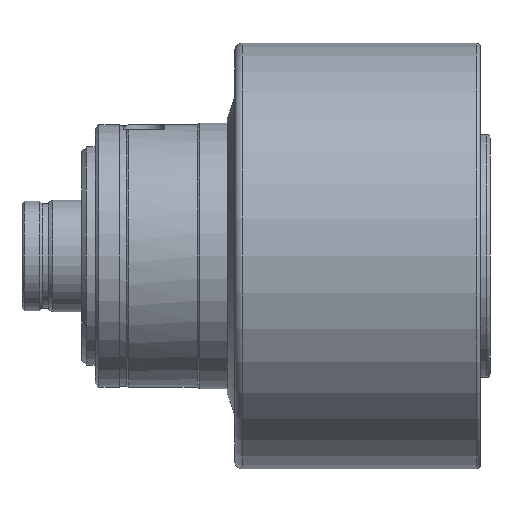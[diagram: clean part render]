
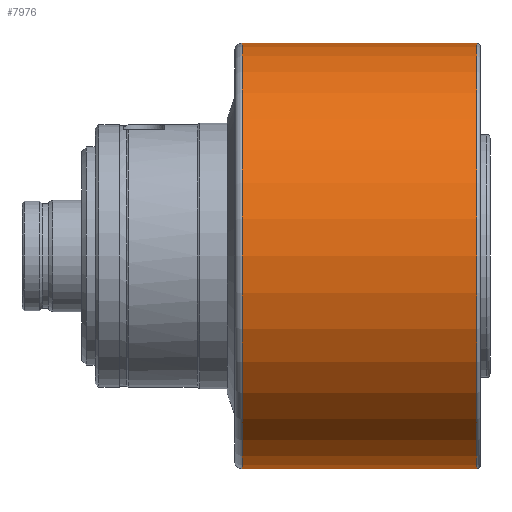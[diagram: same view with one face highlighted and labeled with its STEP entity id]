
A CAD part, left-side view. The second image highlights one B-rep face of the part: STEP entity #7976.
In plain terms, the highlighted cylindrical face has radius 87.5 mm (diameter 175 mm), a partial arc.
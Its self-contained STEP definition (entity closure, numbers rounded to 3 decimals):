
#168 = LINE ( 'NONE', #4111, #419 ) ;
#419 = VECTOR ( 'NONE', #4070, 1000. ) ;
#510 = DIRECTION ( 'NONE',  ( 0., 1., 0. ) ) ;
#761 = EDGE_CURVE ( 'NONE', #1432, #3336, #168, .T. ) ;
#901 = AXIS2_PLACEMENT_3D ( 'NONE', #7331, #2707, #8123 ) ;
#1001 = ORIENTED_EDGE ( 'NONE', *, *, #4230, .F. ) ;
#1038 = EDGE_CURVE ( 'NONE', #1235, #1432, #4998, .T. ) ;
#1235 = VERTEX_POINT ( 'NONE', #8240 ) ;
#1363 = VERTEX_POINT ( 'NONE', #7707 ) ;
#1432 = VERTEX_POINT ( 'NONE', #9287 ) ;
#1995 = CARTESIAN_POINT ( 'NONE',  ( 0., 102., 87.5 ) ) ;
#2388 = DIRECTION ( 'NONE',  ( 0., 1., 0. ) ) ;
#2528 = ORIENTED_EDGE ( 'NONE', *, *, #8769, .F. ) ;
#2552 = ORIENTED_EDGE ( 'NONE', *, *, #761, .T. ) ;
#2707 = DIRECTION ( 'NONE',  ( 0., 1., 0. ) ) ;
#3336 = VERTEX_POINT ( 'NONE', #1995 ) ;
#4070 = DIRECTION ( 'NONE',  ( 0., 1., 0. ) ) ;
#4111 = CARTESIAN_POINT ( 'NONE',  ( 0., 202.125, 87.5 ) ) ;
#4230 = EDGE_CURVE ( 'NONE', #1235, #1363, #6847, .T. ) ;
#4998 = CIRCLE ( 'NONE', #9569, 87.5 ) ;
#5054 = CIRCLE ( 'NONE', #901, 87.5 ) ;
#5119 = CARTESIAN_POINT ( 'NONE',  ( 0., 202.125, 0. ) ) ;
#6171 = AXIS2_PLACEMENT_3D ( 'NONE', #5119, #510, #9814 ) ;
#6847 = LINE ( 'NONE', #9411, #8690 ) ;
#6932 = CARTESIAN_POINT ( 'NONE',  ( 0., 5.5, 0. ) ) ;
#6958 = DIRECTION ( 'NONE',  ( 0., 1., 0. ) ) ;
#6960 = DIRECTION ( 'NONE',  ( 0., 0., 1. ) ) ;
#7300 = ORIENTED_EDGE ( 'NONE', *, *, #1038, .T. ) ;
#7331 = CARTESIAN_POINT ( 'NONE',  ( 0., 102., 0. ) ) ;
#7391 = CYLINDRICAL_SURFACE ( 'NONE', #6171, 87.5 ) ;
#7642 = FACE_OUTER_BOUND ( 'NONE', #9209, .T. ) ;
#7707 = CARTESIAN_POINT ( 'NONE',  ( 0., 102., -87.5 ) ) ;
#7976 = ADVANCED_FACE ( 'NONE', ( #7642 ), #7391, .T. ) ;
#8123 = DIRECTION ( 'NONE',  ( 0., 0., 1. ) ) ;
#8240 = CARTESIAN_POINT ( 'NONE',  ( 0., 5.5, -87.5 ) ) ;
#8690 = VECTOR ( 'NONE', #2388, 1000. ) ;
#8769 = EDGE_CURVE ( 'NONE', #1363, #3336, #5054, .T. ) ;
#9209 = EDGE_LOOP ( 'NONE', ( #1001, #7300, #2552, #2528 ) ) ;
#9287 = CARTESIAN_POINT ( 'NONE',  ( 0., 5.5, 87.5 ) ) ;
#9411 = CARTESIAN_POINT ( 'NONE',  ( 0., 202.125, -87.5 ) ) ;
#9569 = AXIS2_PLACEMENT_3D ( 'NONE', #6932, #6958, #6960 ) ;
#9814 = DIRECTION ( 'NONE',  ( 0., 0., 1. ) ) ;
